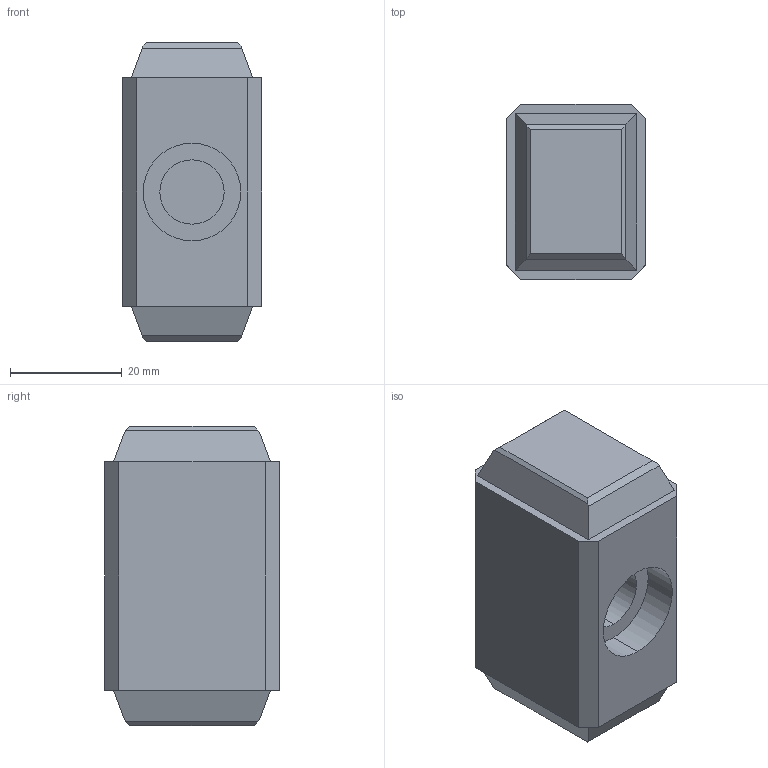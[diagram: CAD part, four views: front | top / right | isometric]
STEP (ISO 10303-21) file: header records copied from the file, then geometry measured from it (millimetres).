
FILE_DESCRIPTION (( 'STEP AP214' ), '1' );
FILE_NAME ('hammer.STEP', '2023-09-11T01:30:35', ( '' ), ( '' ), 'SwSTEP 2.0', 'SolidWorks 2022', '' );
FILE_SCHEMA (( 'AUTOMOTIVE_DESIGN' ));
Length unit declared in the file: inch
Products named in the file (1): hammer
Bounding box: 24.89 x 31.24 x 53.47 mm (x, y, z)
Volume: 35393.6 mm3; surface area: 7192.3 mm2
Topology: 1 solids, 1 shells, 34 faces, 84 edges, 56 vertices
Faces by surface type: plane 30, cylinder 4
Entity records: 1036 total; most frequent: CARTESIAN_POINT 175, ORIENTED_EDGE 168, DIRECTION 162, EDGE_CURVE 84, VECTOR 76, LINE 76, VERTEX_POINT 56, AXIS2_PLACEMENT_3D 43
